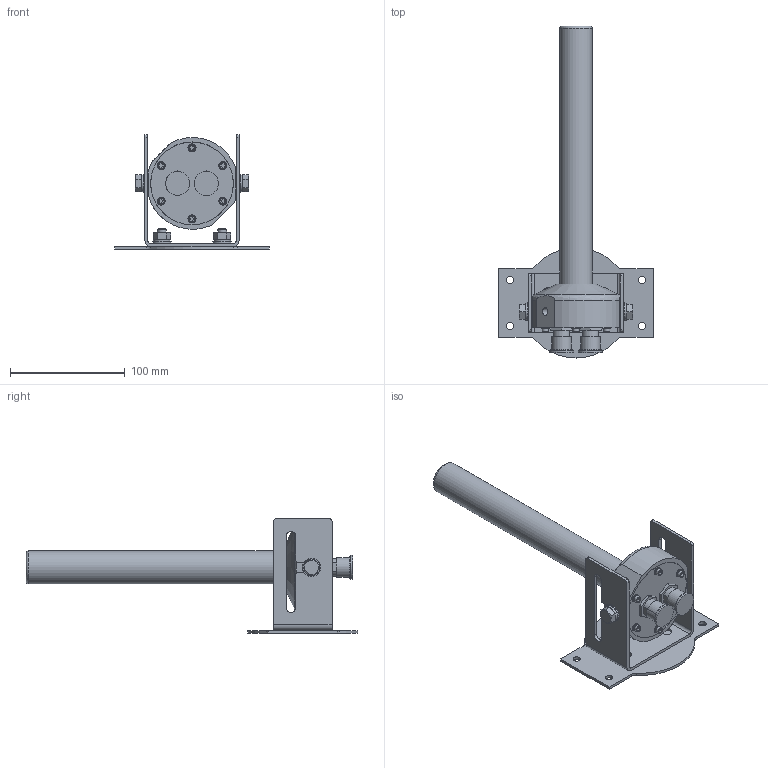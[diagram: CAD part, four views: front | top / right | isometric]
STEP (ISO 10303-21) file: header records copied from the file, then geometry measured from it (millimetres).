
FILE_DESCRIPTION (( 'STEP AP214' ), '1' );
FILE_NAME ('6GK57938DL000AA0_001_STEP.STEP', '2015-11-17T10:42:54', ( '' ), ( '' ), 'SwSTEP 2.0', 'SolidWorks 2014', '' );
FILE_SCHEMA (( 'AUTOMOTIVE_DESIGN' ));
Length unit declared in the file: millimetre
Products named in the file (4): Kappe; Antenne; Halterung; 6GK57938DL000AA0_001_STEP
Assembly tree (4 placements, depth 2):
  6GK57938DL000AA0_001_STEP
    Halterung
    Antenne
    Kappe  x2
Bounding box: 135 x 289.4 x 99.9 mm (x, y, z)
Volume: 374707.5 mm3; surface area: 89526.4 mm2
Topology: 4 solids, 4 shells, 356 faces, 793 edges, 503 vertices
Faces by surface type: plane 230, cylinder 99, cone 24, bspline 2, torus 1
Full cylindrical faces by diameter (mm): 1.994 x2, 2.54 x2, 5.5 x6, 6.2 x6, 6.35 x4, 6.647 x6, 7 x6, 8 x2, 8.382 x2, 8.5 x2, 8.64 x2, 14.8 x4, 15.24 x2, 16 x4, 17.018 x2, 19.05 x2, 21.006 x2, 28.575 x1, 72 x1, 72.2 x1
Entity records: 13569 total; most frequent: CARTESIAN_POINT 2046, DIRECTION 1634, ORIENTED_EDGE 1386, EDGE_CURVE 693, AXIS2_PLACEMENT_3D 629, EDGE_LOOP 488, VERTEX_POINT 477, FACE_OUTER_BOUND 405
